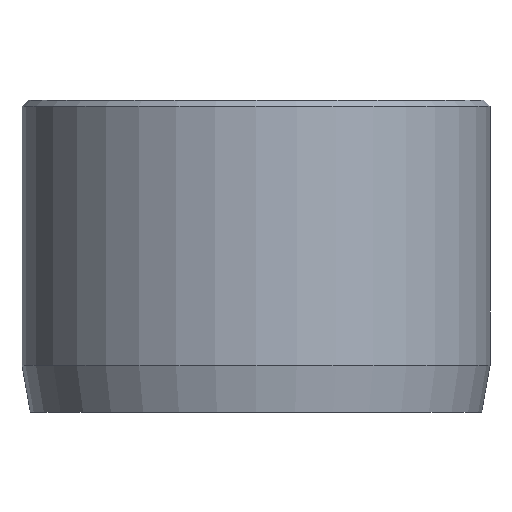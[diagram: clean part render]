
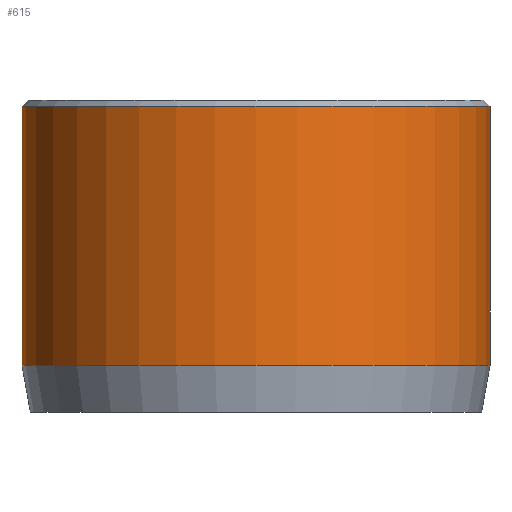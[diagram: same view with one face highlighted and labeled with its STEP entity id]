
A CAD part, front view. The second image highlights one B-rep face of the part: STEP entity #615.
In plain terms, the highlighted cylindrical face has radius 7.5 mm (diameter 15 mm), a partial arc.
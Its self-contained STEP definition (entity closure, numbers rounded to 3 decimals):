
#4 = CIRCLE ( 'NONE', #304, 7.5 ) ;
#14 = DIRECTION ( 'NONE',  ( 1., 0., 0. ) ) ;
#43 = DIRECTION ( 'NONE',  ( 1., 0., 0. ) ) ;
#45 = CARTESIAN_POINT ( 'NONE',  ( -7.5, 0., 9.8 ) ) ;
#63 = EDGE_CURVE ( 'NONE', #113, #386, #1230, .T. ) ;
#78 = CARTESIAN_POINT ( 'NONE',  ( -7.5, 0., 1.5 ) ) ;
#80 = CARTESIAN_POINT ( 'NONE',  ( 0., 0., 10. ) ) ;
#113 = VERTEX_POINT ( 'NONE', #45 ) ;
#135 = CARTESIAN_POINT ( 'NONE',  ( 7.5, 0., 1.5 ) ) ;
#165 = ORIENTED_EDGE ( 'NONE', *, *, #923, .F. ) ;
#186 = VERTEX_POINT ( 'NONE', #135 ) ;
#271 = CYLINDRICAL_SURFACE ( 'NONE', #372, 7.5 ) ;
#304 = AXIS2_PLACEMENT_3D ( 'NONE', #1166, #592, #14 ) ;
#353 = CARTESIAN_POINT ( 'NONE',  ( 7.5, 0., 10. ) ) ;
#372 = AXIS2_PLACEMENT_3D ( 'NONE', #80, #667, #567 ) ;
#386 = VERTEX_POINT ( 'NONE', #78 ) ;
#434 = VERTEX_POINT ( 'NONE', #1138 ) ;
#463 = VECTOR ( 'NONE', #1086, 1000. ) ;
#489 = EDGE_CURVE ( 'NONE', #434, #113, #1149, .T. ) ;
#546 = ORIENTED_EDGE ( 'NONE', *, *, #687, .T. ) ;
#567 = DIRECTION ( 'NONE',  ( -1., 0., 0. ) ) ;
#592 = DIRECTION ( 'NONE',  ( 0., 0., 1. ) ) ;
#594 = ORIENTED_EDGE ( 'NONE', *, *, #63, .T. ) ;
#615 = ADVANCED_FACE ( 'NONE', ( #798 ), #271, .T. ) ;
#621 = DIRECTION ( 'NONE',  ( 0., 0., -1. ) ) ;
#667 = DIRECTION ( 'NONE',  ( 0., 0., -1. ) ) ;
#687 = EDGE_CURVE ( 'NONE', #386, #186, #4, .T. ) ;
#798 = FACE_OUTER_BOUND ( 'NONE', #969, .T. ) ;
#923 = EDGE_CURVE ( 'NONE', #434, #186, #1213, .T. ) ;
#927 = DIRECTION ( 'NONE',  ( 0., 0., -1. ) ) ;
#969 = EDGE_LOOP ( 'NONE', ( #165, #1176, #594, #546 ) ) ;
#971 = AXIS2_PLACEMENT_3D ( 'NONE', #1188, #621, #43 ) ;
#992 = CARTESIAN_POINT ( 'NONE',  ( -7.5, 0., 10. ) ) ;
#1086 = DIRECTION ( 'NONE',  ( 0., 0., -1. ) ) ;
#1138 = CARTESIAN_POINT ( 'NONE',  ( 7.5, 0., 9.8 ) ) ;
#1149 = CIRCLE ( 'NONE', #971, 7.5 ) ;
#1166 = CARTESIAN_POINT ( 'NONE',  ( 0., 0., 1.5 ) ) ;
#1176 = ORIENTED_EDGE ( 'NONE', *, *, #489, .T. ) ;
#1188 = CARTESIAN_POINT ( 'NONE',  ( 0., 0., 9.8 ) ) ;
#1213 = LINE ( 'NONE', #353, #1238 ) ;
#1230 = LINE ( 'NONE', #992, #463 ) ;
#1238 = VECTOR ( 'NONE', #927, 1000. ) ;
